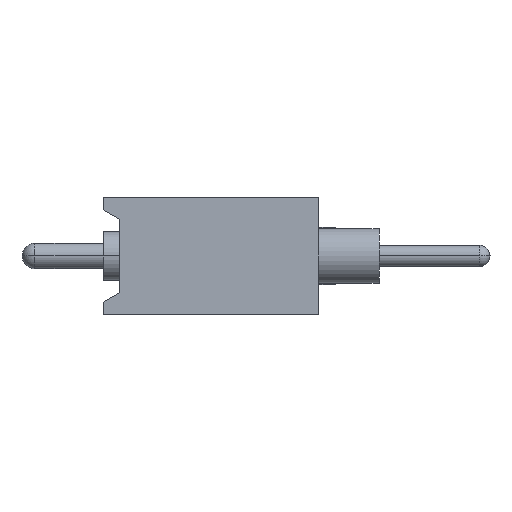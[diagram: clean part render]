
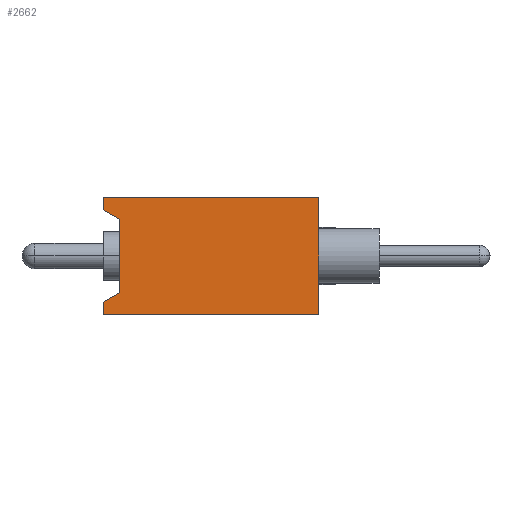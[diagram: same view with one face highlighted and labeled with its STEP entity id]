
A CAD part, left-side view. The second image highlights one B-rep face of the part: STEP entity #2662.
In plain terms, the highlighted planar face has unit normal (-1, 0, 0).
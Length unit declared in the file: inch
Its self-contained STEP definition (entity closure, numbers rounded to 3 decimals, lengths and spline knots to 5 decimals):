
#50 = EDGE_CURVE ( 'NONE', #2013, #1480, #5075, .T. ) ;
#76 = ORIENTED_EDGE ( 'NONE', *, *, #1007, .F. ) ;
#104 = CARTESIAN_POINT ( 'NONE',  ( 0., 0., -0.00907 ) ) ;
#133 = PLANE ( 'NONE',  #1451 ) ;
#311 = ORIENTED_EDGE ( 'NONE', *, *, #422, .F. ) ;
#383 = LINE ( 'NONE', #404, #3217 ) ;
#404 = CARTESIAN_POINT ( 'NONE',  ( 0., -0.161, 0. ) ) ;
#422 = EDGE_CURVE ( 'NONE', #3548, #2013, #1818, .T. ) ;
#602 = VERTEX_POINT ( 'NONE', #2892 ) ;
#650 = ORIENTED_EDGE ( 'NONE', *, *, #4307, .F. ) ;
#869 = FACE_OUTER_BOUND ( 'NONE', #4350, .T. ) ;
#947 = VECTOR ( 'NONE', #3263, 39.37008 ) ;
#1007 = EDGE_CURVE ( 'NONE', #1428, #3548, #4838, .T. ) ;
#1013 = EDGE_CURVE ( 'NONE', #1413, #1519, #2856, .T. ) ;
#1104 = LINE ( 'NONE', #3497, #3980 ) ;
#1413 = VERTEX_POINT ( 'NONE', #104 ) ;
#1428 = VERTEX_POINT ( 'NONE', #2980 ) ;
#1451 = AXIS2_PLACEMENT_3D ( 'NONE', #3697, #4923, #2475 ) ;
#1480 = VERTEX_POINT ( 'NONE', #4487 ) ;
#1487 = DIRECTION ( 'NONE',  ( 0., 0., 1. ) ) ;
#1519 = VERTEX_POINT ( 'NONE', #3777 ) ;
#1621 = CARTESIAN_POINT ( 'NONE',  ( 0., 0., -0.087 ) ) ;
#1701 = CARTESIAN_POINT ( 'NONE',  ( 0., -0.161, -0.087 ) ) ;
#1704 = VECTOR ( 'NONE', #5076, 39.37008 ) ;
#1763 = DIRECTION ( 'NONE',  ( 0., 0., 1. ) ) ;
#1818 = LINE ( 'NONE', #4167, #3633 ) ;
#1852 = CARTESIAN_POINT ( 'NONE',  ( 0., -0.012, -0.071 ) ) ;
#1875 = LINE ( 'NONE', #3487, #1704 ) ;
#2008 = DIRECTION ( 'NONE',  ( 0., 1., 0. ) ) ;
#2013 = VERTEX_POINT ( 'NONE', #1852 ) ;
#2090 = EDGE_CURVE ( 'NONE', #602, #1519, #383, .T. ) ;
#2166 = DIRECTION ( 'NONE',  ( 0., 0., 1. ) ) ;
#2298 = CARTESIAN_POINT ( 'NONE',  ( 0., -0.012, -0.087 ) ) ;
#2313 = DIRECTION ( 'NONE',  ( 0., 0.866, 0.5 ) ) ;
#2475 = DIRECTION ( 'NONE',  ( 0., 0., 1. ) ) ;
#2494 = ORIENTED_EDGE ( 'NONE', *, *, #2602, .T. ) ;
#2602 = EDGE_CURVE ( 'NONE', #4274, #602, #3728, .T. ) ;
#2662 = ADVANCED_FACE ( 'NONE', ( #869 ), #133, .T. ) ;
#2665 = DIRECTION ( 'NONE',  ( 0., -0.866, 0.5 ) ) ;
#2839 = CARTESIAN_POINT ( 'NONE',  ( 0., 0., -0.07793 ) ) ;
#2856 = LINE ( 'NONE', #1621, #4636 ) ;
#2892 = CARTESIAN_POINT ( 'NONE',  ( 0., -0.161, 0. ) ) ;
#2923 = ORIENTED_EDGE ( 'NONE', *, *, #2090, .T. ) ;
#2980 = CARTESIAN_POINT ( 'NONE',  ( 0., 0., -0.087 ) ) ;
#3217 = VECTOR ( 'NONE', #2008, 39.37008 ) ;
#3263 = DIRECTION ( 'NONE',  ( 0., 0., 1. ) ) ;
#3487 = CARTESIAN_POINT ( 'NONE',  ( 0., -0.161, -0.087 ) ) ;
#3497 = CARTESIAN_POINT ( 'NONE',  ( 0., -0.15449, -0.09827 ) ) ;
#3501 = EDGE_CURVE ( 'NONE', #4274, #1428, #1875, .T. ) ;
#3548 = VERTEX_POINT ( 'NONE', #2839 ) ;
#3596 = ORIENTED_EDGE ( 'NONE', *, *, #50, .F. ) ;
#3633 = VECTOR ( 'NONE', #2665, 39.37008 ) ;
#3670 = CARTESIAN_POINT ( 'NONE',  ( 0., 0., -0.087 ) ) ;
#3697 = CARTESIAN_POINT ( 'NONE',  ( 0., -0.161, -0.087 ) ) ;
#3724 = ORIENTED_EDGE ( 'NONE', *, *, #1013, .F. ) ;
#3728 = LINE ( 'NONE', #1701, #947 ) ;
#3775 = ORIENTED_EDGE ( 'NONE', *, *, #3501, .F. ) ;
#3777 = CARTESIAN_POINT ( 'NONE',  ( 0., 0., 0. ) ) ;
#3980 = VECTOR ( 'NONE', #2313, 39.37008 ) ;
#4167 = CARTESIAN_POINT ( 'NONE',  ( 0., -0.11682, -0.01048 ) ) ;
#4274 = VERTEX_POINT ( 'NONE', #4685 ) ;
#4307 = EDGE_CURVE ( 'NONE', #1480, #1413, #1104, .T. ) ;
#4350 = EDGE_LOOP ( 'NONE', ( #650, #3596, #311, #76, #3775, #2494, #2923, #3724 ) ) ;
#4487 = CARTESIAN_POINT ( 'NONE',  ( 0., -0.012, -0.016 ) ) ;
#4636 = VECTOR ( 'NONE', #2166, 39.37008 ) ;
#4685 = CARTESIAN_POINT ( 'NONE',  ( 0., -0.161, -0.087 ) ) ;
#4804 = VECTOR ( 'NONE', #1487, 39.37008 ) ;
#4838 = LINE ( 'NONE', #3670, #4965 ) ;
#4923 = DIRECTION ( 'NONE',  ( -1., 0., 0. ) ) ;
#4965 = VECTOR ( 'NONE', #1763, 39.37008 ) ;
#5075 = LINE ( 'NONE', #2298, #4804 ) ;
#5076 = DIRECTION ( 'NONE',  ( 0., 1., 0. ) ) ;
